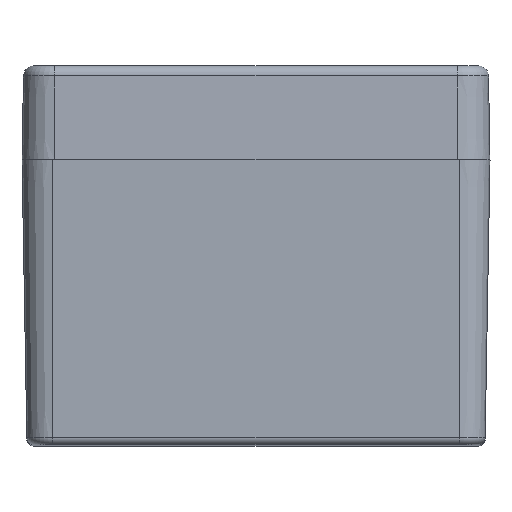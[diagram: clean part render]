
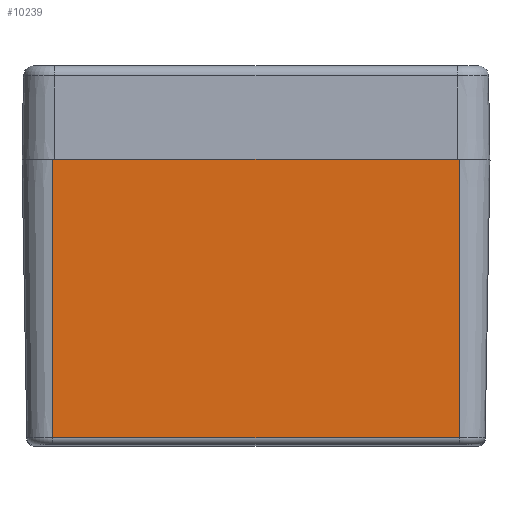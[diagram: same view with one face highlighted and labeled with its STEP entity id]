
A CAD part, top view. The second image highlights one B-rep face of the part: STEP entity #10239.
In plain terms, the highlighted planar face has unit normal (0, -0.018, 1).
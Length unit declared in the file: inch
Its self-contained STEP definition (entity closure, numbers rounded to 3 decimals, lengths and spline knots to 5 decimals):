
#258 = DIRECTION ( 'NONE',  ( 0., -1., -0.017 ) ) ;
#1812 = CARTESIAN_POINT ( 'NONE',  ( 1.7085, 0., 3.14961 ) ) ;
#1875 = EDGE_CURVE ( 'NONE', #11668, #7334, #10419, .T. ) ;
#1961 = CARTESIAN_POINT ( 'NONE',  ( -1.7085, 0., 3.14961 ) ) ;
#3327 = CARTESIAN_POINT ( 'NONE',  ( 0., 0., 3.14961 ) ) ;
#3959 = ORIENTED_EDGE ( 'NONE', *, *, #10203, .T. ) ;
#3992 = VECTOR ( 'NONE', #8585, 39.37008 ) ;
#4425 = DIRECTION ( 'NONE',  ( 0., 1., 0.017 ) ) ;
#4701 = VERTEX_POINT ( 'NONE', #1812 ) ;
#4754 = LINE ( 'NONE', #8230, #5714 ) ;
#4890 = EDGE_LOOP ( 'NONE', ( #9658, #9770, #3959, #12754 ) ) ;
#5240 = EDGE_CURVE ( 'NONE', #10623, #4701, #4754, .T. ) ;
#5714 = VECTOR ( 'NONE', #6895, 39.37008 ) ;
#5927 = CARTESIAN_POINT ( 'NONE',  ( -1.7085, -2.34017, 3.10876 ) ) ;
#6308 = CARTESIAN_POINT ( 'NONE',  ( 1.7085, -2.34017, 3.10876 ) ) ;
#6353 = DIRECTION ( 'NONE',  ( 1., 0., 0. ) ) ;
#6862 = LINE ( 'NONE', #9908, #3992 ) ;
#6895 = DIRECTION ( 'NONE',  ( 1., 0., 0. ) ) ;
#7028 = VECTOR ( 'NONE', #4425, 39.37008 ) ;
#7334 = VERTEX_POINT ( 'NONE', #7738 ) ;
#7563 = VECTOR ( 'NONE', #6353, 39.37008 ) ;
#7738 = CARTESIAN_POINT ( 'NONE',  ( 1.7085, -2.34017, 3.10876 ) ) ;
#8230 = CARTESIAN_POINT ( 'NONE',  ( -1.7085, 0., 3.14961 ) ) ;
#8433 = DIRECTION ( 'NONE',  ( 0., -0.017, 1. ) ) ;
#8585 = DIRECTION ( 'NONE',  ( 0., 1., 0.017 ) ) ;
#9047 = AXIS2_PLACEMENT_3D ( 'NONE', #3327, #8433, #258 ) ;
#9077 = FACE_OUTER_BOUND ( 'NONE', #4890, .T. ) ;
#9419 = LINE ( 'NONE', #10477, #7028 ) ;
#9658 = ORIENTED_EDGE ( 'NONE', *, *, #10710, .F. ) ;
#9770 = ORIENTED_EDGE ( 'NONE', *, *, #1875, .T. ) ;
#9908 = CARTESIAN_POINT ( 'NONE',  ( -1.7085, 0., 3.14961 ) ) ;
#10203 = EDGE_CURVE ( 'NONE', #7334, #4701, #9419, .T. ) ;
#10239 = ADVANCED_FACE ( 'NONE', ( #9077 ), #11545, .T. ) ;
#10419 = LINE ( 'NONE', #6308, #7563 ) ;
#10477 = CARTESIAN_POINT ( 'NONE',  ( 1.7085, 0., 3.14961 ) ) ;
#10623 = VERTEX_POINT ( 'NONE', #1961 ) ;
#10710 = EDGE_CURVE ( 'NONE', #11668, #10623, #6862, .T. ) ;
#11545 = PLANE ( 'NONE',  #9047 ) ;
#11668 = VERTEX_POINT ( 'NONE', #5927 ) ;
#12754 = ORIENTED_EDGE ( 'NONE', *, *, #5240, .F. ) ;
